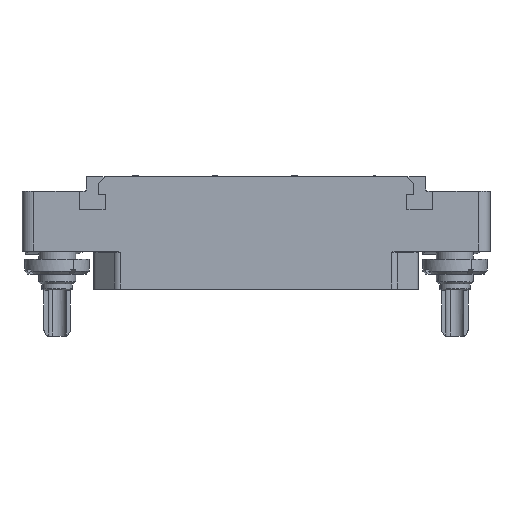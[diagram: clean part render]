
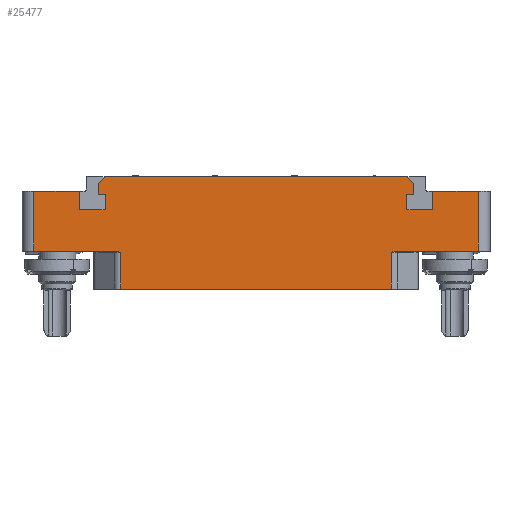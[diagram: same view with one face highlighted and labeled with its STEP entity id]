
A CAD part, top view. The second image highlights one B-rep face of the part: STEP entity #25477.
In plain terms, the highlighted planar face has unit normal (0, 0, 1).
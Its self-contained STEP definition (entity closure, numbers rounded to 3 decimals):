
#1=DIRECTION('',(1.,0.,0.));
#2=VECTOR('',#1,7.8);
#3=CARTESIAN_POINT('',(-38.,10.25,7.));
#4=LINE('',#3,#2);
#5=DIRECTION('',(0.,-1.,0.));
#6=VECTOR('',#5,3.2);
#7=CARTESIAN_POINT('',(-30.2,10.25,7.));
#8=LINE('',#7,#6);
#9=DIRECTION('',(1.,0.,0.));
#10=VECTOR('',#9,4.4);
#11=CARTESIAN_POINT('',(-30.2,7.05,7.));
#12=LINE('',#11,#10);
#13=DIRECTION('',(0.,1.,0.));
#14=VECTOR('',#13,2.6);
#15=CARTESIAN_POINT('',(-25.8,7.05,7.));
#16=LINE('',#15,#14);
#17=DIRECTION('',(-1.,0.,0.));
#18=VECTOR('',#17,1.2);
#19=CARTESIAN_POINT('',(-25.8,9.65,7.));
#20=LINE('',#19,#18);
#21=DIRECTION('',(0.,-1.,0.));
#22=VECTOR('',#21,1.9);
#23=CARTESIAN_POINT('',(-27.,11.55,7.));
#24=LINE('',#23,#22);
#25=DIRECTION('',(1.,0.,0.));
#26=VECTOR('',#25,51.6);
#27=CARTESIAN_POINT('',(-25.8,12.75,7.));
#28=LINE('',#27,#26);
#29=DIRECTION('',(0.,-1.,0.));
#30=VECTOR('',#29,1.9);
#31=CARTESIAN_POINT('',(27.,11.55,7.));
#32=LINE('',#31,#30);
#33=DIRECTION('',(-1.,0.,0.));
#34=VECTOR('',#33,1.2);
#35=CARTESIAN_POINT('',(27.,9.65,7.));
#36=LINE('',#35,#34);
#37=DIRECTION('',(0.,-1.,0.));
#38=VECTOR('',#37,2.6);
#39=CARTESIAN_POINT('',(25.8,9.65,7.));
#40=LINE('',#39,#38);
#41=DIRECTION('',(1.,0.,0.));
#42=VECTOR('',#41,4.4);
#43=CARTESIAN_POINT('',(25.8,7.05,7.));
#44=LINE('',#43,#42);
#45=DIRECTION('',(0.,1.,0.));
#46=VECTOR('',#45,3.2);
#47=CARTESIAN_POINT('',(30.2,7.05,7.));
#48=LINE('',#47,#46);
#49=DIRECTION('',(1.,0.,0.));
#50=VECTOR('',#49,7.8);
#51=CARTESIAN_POINT('',(30.2,10.25,7.));
#52=LINE('',#51,#50);
#109=DIRECTION('',(1.,0.,0.));
#110=VECTOR('',#109,14.082);
#111=CARTESIAN_POINT('',(23.918,0.,7.));
#112=LINE('',#111,#110);
#4086=DIRECTION('',(-1.,0.,0.));
#4087=VECTOR('',#4086,46.236);
#4088=CARTESIAN_POINT('',(23.118,-6.5,7.));
#4089=LINE('',#4088,#4087);
#4177=DIRECTION('',(1.,0.,0.));
#4178=VECTOR('',#4177,14.082);
#4179=CARTESIAN_POINT('',(-38.,0.,7.));
#4180=LINE('',#4179,#4178);
#8108=DIRECTION('',(0.,-1.,0.));
#8109=VECTOR('',#8108,10.25);
#8110=CARTESIAN_POINT('',(-38.,10.25,7.));
#8111=LINE('',#8110,#8109);
#9124=DIRECTION('',(0.707,-0.707,0.));
#9125=VECTOR('',#9124,1.697);
#9126=CARTESIAN_POINT('',(25.8,12.75,7.));
#9127=LINE('',#9126,#9125);
#9152=DIRECTION('',(-0.707,-0.707,0.));
#9153=VECTOR('',#9152,1.697);
#9154=CARTESIAN_POINT('',(-25.8,12.75,7.));
#9155=LINE('',#9154,#9153);
#18623=CARTESIAN_POINT('',(-23.918,0.,7.));
#18624=CARTESIAN_POINT('',(-23.907,0.,7.));
#18625=CARTESIAN_POINT('',(-23.884,0.,7.));
#18626=CARTESIAN_POINT('',(-23.85,-0.002,7.));
#18627=CARTESIAN_POINT('',(-23.814,-0.005,7.));
#18628=CARTESIAN_POINT('',(-23.776,-0.01,7.));
#18629=CARTESIAN_POINT('',(-23.734,-0.016,7.));
#18630=CARTESIAN_POINT('',(-23.688,-0.024,7.));
#18631=CARTESIAN_POINT('',(-23.636,-0.035,7.));
#18632=CARTESIAN_POINT('',(-23.577,-0.049,7.));
#18633=CARTESIAN_POINT('',(-23.515,-0.066,7.));
#18634=CARTESIAN_POINT('',(-23.451,-0.085,7.));
#18635=CARTESIAN_POINT('',(-23.385,-0.106,7.));
#18636=CARTESIAN_POINT('',(-23.318,-0.128,7.));
#18637=CARTESIAN_POINT('',(-23.251,-0.152,7.));
#18638=CARTESIAN_POINT('',(-23.184,-0.176,7.));
#18639=CARTESIAN_POINT('',(-23.14,-0.192,7.));
#18640=CARTESIAN_POINT('',(-23.118,-0.2,7.));
#18642=DIRECTION('',(0.,1.,0.));
#18643=VECTOR('',#18642,6.3);
#18644=CARTESIAN_POINT('',(-23.118,-6.5,7.));
#18645=LINE('',#18644,#18643);
#18718=DIRECTION('',(0.,1.,0.));
#18719=VECTOR('',#18718,6.3);
#18720=CARTESIAN_POINT('',(23.118,-6.5,7.));
#18721=LINE('',#18720,#18719);
#18727=CARTESIAN_POINT('',(23.118,-0.2,7.));
#18728=CARTESIAN_POINT('',(23.14,-0.192,7.));
#18729=CARTESIAN_POINT('',(23.184,-0.176,7.));
#18730=CARTESIAN_POINT('',(23.251,-0.152,7.));
#18731=CARTESIAN_POINT('',(23.318,-0.128,7.));
#18732=CARTESIAN_POINT('',(23.385,-0.106,7.));
#18733=CARTESIAN_POINT('',(23.451,-0.085,7.));
#18734=CARTESIAN_POINT('',(23.515,-0.066,7.));
#18735=CARTESIAN_POINT('',(23.577,-0.049,7.));
#18736=CARTESIAN_POINT('',(23.636,-0.035,7.));
#18737=CARTESIAN_POINT('',(23.688,-0.024,7.));
#18738=CARTESIAN_POINT('',(23.734,-0.016,7.));
#18739=CARTESIAN_POINT('',(23.776,-0.01,7.));
#18740=CARTESIAN_POINT('',(23.814,-0.005,7.));
#18741=CARTESIAN_POINT('',(23.85,-0.002,7.));
#18742=CARTESIAN_POINT('',(23.884,0.,7.));
#18743=CARTESIAN_POINT('',(23.907,0.,7.));
#18744=CARTESIAN_POINT('',(23.918,0.,7.));
#18792=DIRECTION('',(0.,1.,0.));
#18793=VECTOR('',#18792,10.25);
#18794=CARTESIAN_POINT('',(38.,0.,7.));
#18795=LINE('',#18794,#18793);
#20713=CARTESIAN_POINT('',(-30.2,10.25,7.));
#20714=CARTESIAN_POINT('',(-30.2,7.05,7.));
#20715=VERTEX_POINT('',#20713);
#20716=VERTEX_POINT('',#20714);
#20717=CARTESIAN_POINT('',(-25.8,7.05,7.));
#20718=VERTEX_POINT('',#20717);
#20719=CARTESIAN_POINT('',(-25.8,9.65,7.));
#20720=VERTEX_POINT('',#20719);
#20721=CARTESIAN_POINT('',(-27.,9.65,7.));
#20722=VERTEX_POINT('',#20721);
#20723=CARTESIAN_POINT('',(27.,9.65,7.));
#20724=CARTESIAN_POINT('',(25.8,9.65,7.));
#20725=VERTEX_POINT('',#20723);
#20726=VERTEX_POINT('',#20724);
#20727=CARTESIAN_POINT('',(25.8,7.05,7.));
#20728=VERTEX_POINT('',#20727);
#20729=CARTESIAN_POINT('',(30.2,7.05,7.));
#20730=VERTEX_POINT('',#20729);
#20731=CARTESIAN_POINT('',(30.2,10.25,7.));
#20732=VERTEX_POINT('',#20731);
#20737=CARTESIAN_POINT('',(-25.8,12.75,7.));
#20739=VERTEX_POINT('',#20737);
#20741=CARTESIAN_POINT('',(-27.,11.55,7.));
#20743=VERTEX_POINT('',#20741);
#20745=CARTESIAN_POINT('',(25.8,12.75,7.));
#20747=VERTEX_POINT('',#20745);
#20749=CARTESIAN_POINT('',(27.,11.55,7.));
#20751=VERTEX_POINT('',#20749);
#20841=CARTESIAN_POINT('',(38.,0.,7.));
#20842=CARTESIAN_POINT('',(38.,10.25,7.));
#20843=VERTEX_POINT('',#20841);
#20844=VERTEX_POINT('',#20842);
#20849=CARTESIAN_POINT('',(-38.,10.25,7.));
#20850=CARTESIAN_POINT('',(-38.,0.,7.));
#20851=VERTEX_POINT('',#20849);
#20852=VERTEX_POINT('',#20850);
#21054=CARTESIAN_POINT('',(23.118,-6.5,7.));
#21056=VERTEX_POINT('',#21054);
#21057=CARTESIAN_POINT('',(-23.118,-6.5,7.));
#21059=VERTEX_POINT('',#21057);
#21121=CARTESIAN_POINT('',(-23.118,-0.2,7.));
#21122=VERTEX_POINT('',#21121);
#21123=CARTESIAN_POINT('',(-23.918,0.,7.));
#21124=VERTEX_POINT('',#21123);
#21125=CARTESIAN_POINT('',(23.118,-0.2,7.));
#21127=VERTEX_POINT('',#21125);
#21129=CARTESIAN_POINT('',(23.918,0.,7.));
#21131=VERTEX_POINT('',#21129);
#25422=CARTESIAN_POINT('',(0.,0.,7.));
#25423=DIRECTION('',(0.,0.,-1.));
#25424=DIRECTION('',(-1.,0.,0.));
#25425=AXIS2_PLACEMENT_3D('',#25422,#25423,#25424);
#25426=PLANE('',#25425);
#25428=ORIENTED_EDGE('',*,*,#25427,.F.);
#25430=ORIENTED_EDGE('',*,*,#25429,.F.);
#25432=ORIENTED_EDGE('',*,*,#25431,.F.);
#25434=ORIENTED_EDGE('',*,*,#25433,.T.);
#25436=ORIENTED_EDGE('',*,*,#25435,.T.);
#25438=ORIENTED_EDGE('',*,*,#25437,.F.);
#25440=ORIENTED_EDGE('',*,*,#25439,.F.);
#25442=ORIENTED_EDGE('',*,*,#25441,.F.);
#25444=ORIENTED_EDGE('',*,*,#25443,.T.);
#25446=ORIENTED_EDGE('',*,*,#25445,.T.);
#25448=ORIENTED_EDGE('',*,*,#25447,.T.);
#25450=ORIENTED_EDGE('',*,*,#25449,.T.);
#25452=ORIENTED_EDGE('',*,*,#25451,.T.);
#25454=ORIENTED_EDGE('',*,*,#25453,.F.);
#25456=ORIENTED_EDGE('',*,*,#25455,.F.);
#25458=ORIENTED_EDGE('',*,*,#25457,.T.);
#25460=ORIENTED_EDGE('',*,*,#25459,.T.);
#25462=ORIENTED_EDGE('',*,*,#25461,.T.);
#25464=ORIENTED_EDGE('',*,*,#25463,.T.);
#25466=ORIENTED_EDGE('',*,*,#25465,.T.);
#25468=ORIENTED_EDGE('',*,*,#25467,.T.);
#25470=ORIENTED_EDGE('',*,*,#25469,.T.);
#25472=ORIENTED_EDGE('',*,*,#25471,.T.);
#25474=ORIENTED_EDGE('',*,*,#25473,.F.);
#25475=EDGE_LOOP('',(#25428,#25430,#25432,#25434,#25436,#25438,#25440,#25442,
#25444,#25446,#25448,#25450,#25452,#25454,#25456,#25458,#25460,#25462,#25464,
#25466,#25468,#25470,#25472,#25474));
#25476=FACE_OUTER_BOUND('',#25475,.F.);
#25477=ADVANCED_FACE('',(#25476),#25426,.F.);
#18641=B_SPLINE_CURVE_WITH_KNOTS('',3,(#18623,#18624,#18625,#18626,#18627,
#18628,#18629,#18630,#18631,#18632,#18633,#18634,#18635,#18636,#18637,#18638,
#18639,#18640),.UNSPECIFIED.,.F.,.F.,(4,1,1,1,1,1,1,1,1,1,1,1,1,1,1,4),(0.,
0.067,0.133,0.2,0.267,0.333,
0.4,0.467,0.533,0.6,0.667,
0.733,0.8,0.867,0.933,1.),
.UNSPECIFIED.);
#18745=B_SPLINE_CURVE_WITH_KNOTS('',3,(#18727,#18728,#18729,#18730,#18731,
#18732,#18733,#18734,#18735,#18736,#18737,#18738,#18739,#18740,#18741,#18742,
#18743,#18744),.UNSPECIFIED.,.F.,.F.,(4,1,1,1,1,1,1,1,1,1,1,1,1,1,1,4),(0.,
0.067,0.133,0.2,0.267,0.333,
0.4,0.467,0.533,0.6,0.667,
0.733,0.8,0.867,0.933,1.),
.UNSPECIFIED.);
#25427=EDGE_CURVE('',#21131,#20843,#112,.T.);
#25429=EDGE_CURVE('',#21127,#21131,#18745,.T.);
#25431=EDGE_CURVE('',#21056,#21127,#18721,.T.);
#25433=EDGE_CURVE('',#21056,#21059,#4089,.T.);
#25435=EDGE_CURVE('',#21059,#21122,#18645,.T.);
#25437=EDGE_CURVE('',#21124,#21122,#18641,.T.);
#25439=EDGE_CURVE('',#20852,#21124,#4180,.T.);
#25441=EDGE_CURVE('',#20851,#20852,#8111,.T.);
#25443=EDGE_CURVE('',#20851,#20715,#4,.T.);
#25445=EDGE_CURVE('',#20715,#20716,#8,.T.);
#25447=EDGE_CURVE('',#20716,#20718,#12,.T.);
#25449=EDGE_CURVE('',#20718,#20720,#16,.T.);
#25451=EDGE_CURVE('',#20720,#20722,#20,.T.);
#25453=EDGE_CURVE('',#20743,#20722,#24,.T.);
#25455=EDGE_CURVE('',#20739,#20743,#9155,.T.);
#25457=EDGE_CURVE('',#20739,#20747,#28,.T.);
#25459=EDGE_CURVE('',#20747,#20751,#9127,.T.);
#25461=EDGE_CURVE('',#20751,#20725,#32,.T.);
#25463=EDGE_CURVE('',#20725,#20726,#36,.T.);
#25465=EDGE_CURVE('',#20726,#20728,#40,.T.);
#25467=EDGE_CURVE('',#20728,#20730,#44,.T.);
#25469=EDGE_CURVE('',#20730,#20732,#48,.T.);
#25471=EDGE_CURVE('',#20732,#20844,#52,.T.);
#25473=EDGE_CURVE('',#20843,#20844,#18795,.T.);
